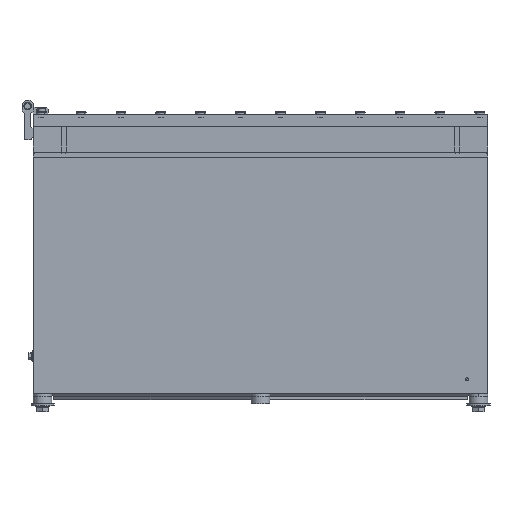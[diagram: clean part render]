
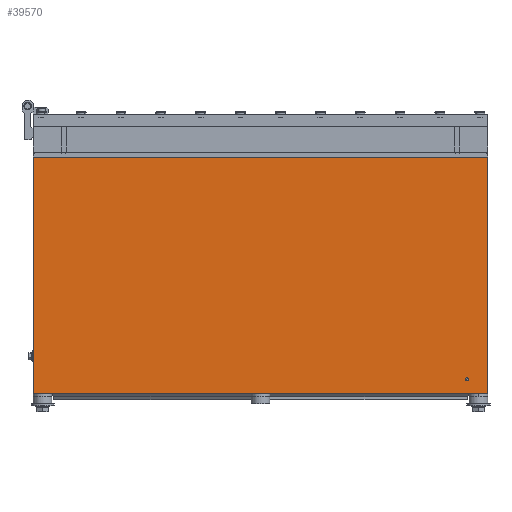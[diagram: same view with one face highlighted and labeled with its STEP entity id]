
A CAD part, front view. The second image highlights one B-rep face of the part: STEP entity #39570.
In plain terms, the highlighted planar face has unit normal (0, -1, 0).
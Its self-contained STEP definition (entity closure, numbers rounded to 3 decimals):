
#452 = DIRECTION ( 'NONE',  ( 1., 0., 0. ) ) ;
#512 = EDGE_LOOP ( 'NONE', ( #9175, #2672, #4915, #35611 ) ) ;
#2672 = ORIENTED_EDGE ( 'NONE', *, *, #32798, .F. ) ;
#2903 = EDGE_CURVE ( 'NONE', #30391, #5951, #17212, .T. ) ;
#3330 = LINE ( 'NONE', #11881, #26890 ) ;
#4326 = AXIS2_PLACEMENT_3D ( 'NONE', #39818, #9578, #21506 ) ;
#4746 = LINE ( 'NONE', #31259, #11944 ) ;
#4915 = ORIENTED_EDGE ( 'NONE', *, *, #9819, .F. ) ;
#5093 = DIRECTION ( 'NONE',  ( 0., 0., -1. ) ) ;
#5951 = VERTEX_POINT ( 'NONE', #21195 ) ;
#7700 = CARTESIAN_POINT ( 'NONE',  ( 331.459, -365., 25.929 ) ) ;
#8239 = EDGE_LOOP ( 'NONE', ( #8984, #35392 ) ) ;
#8241 = VERTEX_POINT ( 'NONE', #35855 ) ;
#8984 = ORIENTED_EDGE ( 'NONE', *, *, #36049, .F. ) ;
#9175 = ORIENTED_EDGE ( 'NONE', *, *, #11351, .T. ) ;
#9578 = DIRECTION ( 'NONE',  ( 0., 1., 0. ) ) ;
#9779 = VECTOR ( 'NONE', #5093, 1000. ) ;
#9819 = EDGE_CURVE ( 'NONE', #33198, #8241, #3330, .T. ) ;
#10031 = VERTEX_POINT ( 'NONE', #12812 ) ;
#10624 = DIRECTION ( 'NONE',  ( 0., -1., 0. ) ) ;
#11351 = EDGE_CURVE ( 'NONE', #25043, #10031, #4746, .T. ) ;
#11881 = CARTESIAN_POINT ( 'NONE',  ( -365., -365., 380. ) ) ;
#11944 = VECTOR ( 'NONE', #452, 1000. ) ;
#12812 = CARTESIAN_POINT ( 'NONE',  ( 365., -365., 0. ) ) ;
#13354 = LINE ( 'NONE', #37652, #35995 ) ;
#17212 = CIRCLE ( 'NONE', #37411, 2.5 ) ;
#17298 = DIRECTION ( 'NONE',  ( 0., -1., 0. ) ) ;
#18750 = CIRCLE ( 'NONE', #32308, 2.5 ) ;
#18934 = LINE ( 'NONE', #38841, #9779 ) ;
#21195 = CARTESIAN_POINT ( 'NONE',  ( 331.459, -365., 20.929 ) ) ;
#21506 = DIRECTION ( 'NONE',  ( 0., 0., 1. ) ) ;
#22851 = CARTESIAN_POINT ( 'NONE',  ( -365., -365., 0. ) ) ;
#25043 = VERTEX_POINT ( 'NONE', #22851 ) ;
#25378 = DIRECTION ( 'NONE',  ( 0., 0., -1. ) ) ;
#26214 = FACE_OUTER_BOUND ( 'NONE', #512, .T. ) ;
#26890 = VECTOR ( 'NONE', #33407, 1000. ) ;
#29035 = CARTESIAN_POINT ( 'NONE',  ( 331.459, -365., 23.429 ) ) ;
#29198 = EDGE_CURVE ( 'NONE', #33198, #25043, #13354, .T. ) ;
#30391 = VERTEX_POINT ( 'NONE', #7700 ) ;
#31259 = CARTESIAN_POINT ( 'NONE',  ( -365., -365., 0. ) ) ;
#32146 = DIRECTION ( 'NONE',  ( 0., 0., -1. ) ) ;
#32308 = AXIS2_PLACEMENT_3D ( 'NONE', #35736, #17298, #38825 ) ;
#32798 = EDGE_CURVE ( 'NONE', #8241, #10031, #18934, .T. ) ;
#33198 = VERTEX_POINT ( 'NONE', #37591 ) ;
#33407 = DIRECTION ( 'NONE',  ( 1., 0., 0. ) ) ;
#34431 = FACE_BOUND ( 'NONE', #8239, .T. ) ;
#35392 = ORIENTED_EDGE ( 'NONE', *, *, #2903, .F. ) ;
#35611 = ORIENTED_EDGE ( 'NONE', *, *, #29198, .T. ) ;
#35736 = CARTESIAN_POINT ( 'NONE',  ( 331.459, -365., 23.429 ) ) ;
#35855 = CARTESIAN_POINT ( 'NONE',  ( 365., -365., 380. ) ) ;
#35995 = VECTOR ( 'NONE', #25378, 1000. ) ;
#36049 = EDGE_CURVE ( 'NONE', #5951, #30391, #18750, .T. ) ;
#36870 = PLANE ( 'NONE',  #4326 ) ;
#37411 = AXIS2_PLACEMENT_3D ( 'NONE', #29035, #10624, #32146 ) ;
#37591 = CARTESIAN_POINT ( 'NONE',  ( -365., -365., 380. ) ) ;
#37652 = CARTESIAN_POINT ( 'NONE',  ( -365., -365., 380. ) ) ;
#38825 = DIRECTION ( 'NONE',  ( 0., 0., -1. ) ) ;
#38841 = CARTESIAN_POINT ( 'NONE',  ( 365., -365., 380. ) ) ;
#39570 = ADVANCED_FACE ( 'NONE', ( #34431, #26214 ), #36870, .F. ) ;
#39818 = CARTESIAN_POINT ( 'NONE',  ( -365., -365., 380. ) ) ;
